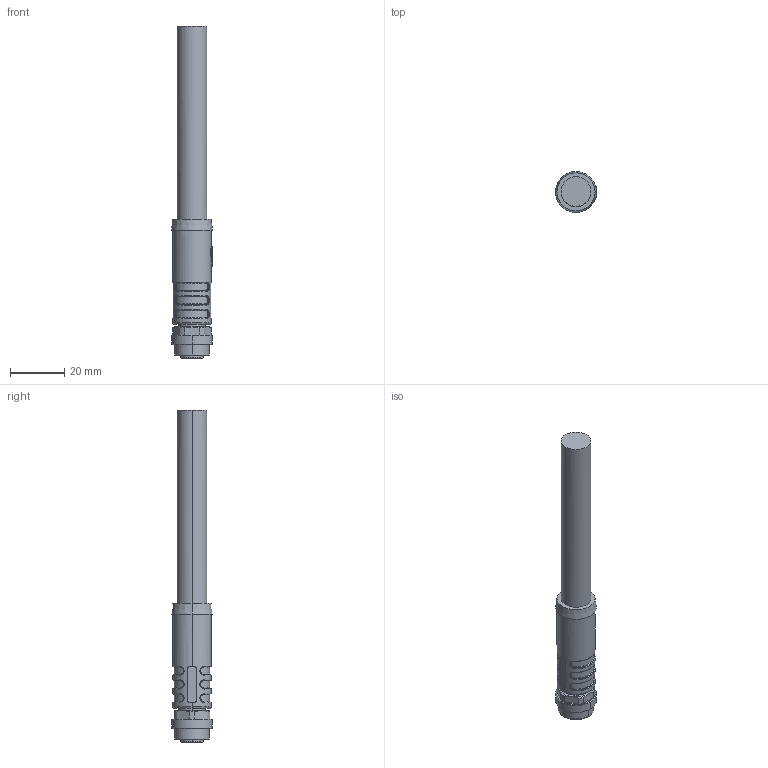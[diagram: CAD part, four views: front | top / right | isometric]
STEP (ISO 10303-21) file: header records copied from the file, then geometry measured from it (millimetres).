
FILE_DESCRIPTION(('CATIA V5 STEP Exchange','CAx-IF Rec.Pracs.--- Model Styling and Organization---1.4--- 2014-01-23'),'2;1');
FILE_NAME ('708980-1_0_2049950200_2049950200.stp','2021-03-25T13:16:32+00:00',('none'),('Weidmueller'),'CATIA Version 5-6 Release 2016 SP3 HF44','CATIA V5 STEP AP214','none');
FILE_SCHEMA(('AUTOMOTIVE_DESIGN { 1 0 10303 214 1 1 1 1 }'));
Length unit declared in the file: millimetre
Products named in the file (1): 2049950200
Bounding box: 15 x 15 x 122 mm (x, y, z)
Volume: 13836.6 mm3; surface area: 6304.9 mm2
Topology: 2 solids, 3 shells, 256 faces, 769 edges, 534 vertices
Faces by surface type: cylinder 81, plane 65, torus 46, cone 31, bspline 29, sphere 2, extrusion 2
Entity records: 9887 total; most frequent: CARTESIAN_POINT 3795, ORIENTED_EDGE 1534, DIRECTION 882, EDGE_CURVE 767, VERTEX_POINT 534, AXIS2_PLACEMENT_3D 456, EDGE_LOOP 277, ADVANCED_FACE 256
